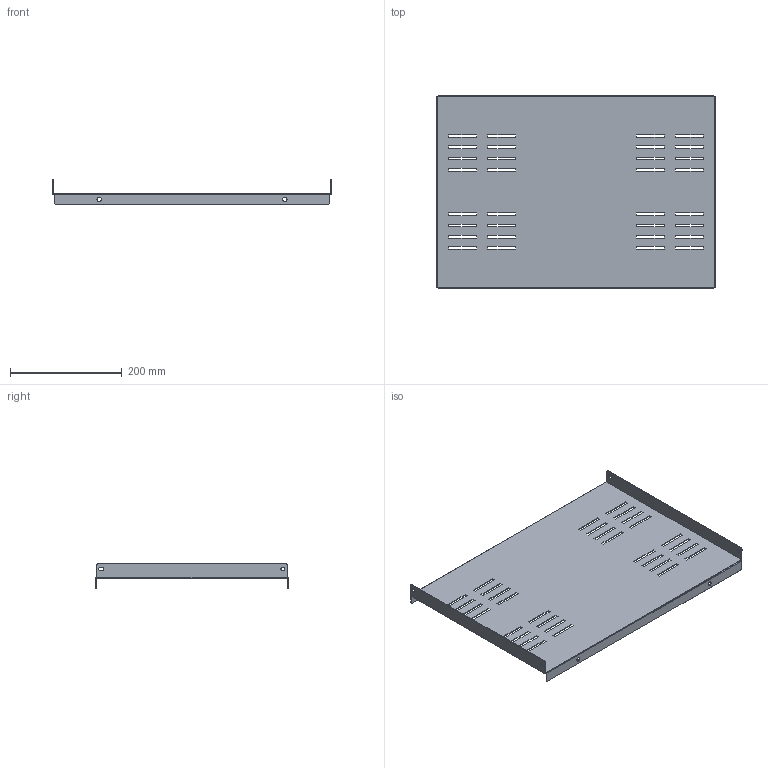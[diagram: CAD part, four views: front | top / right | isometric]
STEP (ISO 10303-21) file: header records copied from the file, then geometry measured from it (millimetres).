
FILE_DESCRIPTION (( 'STEP AP203' ), '1' );
FILE_NAME ('QB09C437.step', '2011-02-18T06:51:01', ( 'User' ), ( 'DKC' ), 'SwSTEP 2.0', 'SolidWorks 2010', '' );
FILE_SCHEMA (( 'CONFIG_CONTROL_DESIGN' ));
Length unit declared in the file: millimetre
Products named in the file (1): QB09C437
Bounding box: 499 x 344 x 45 mm (x, y, z)
Volume: 296919 mm3; surface area: 404237.3 mm2
Topology: 1 solids, 1 shells, 198 faces, 556 edges, 360 vertices
Faces by surface type: plane 166, cylinder 32
Entity records: 6505 total; most frequent: CARTESIAN_POINT 1115, ORIENTED_EDGE 1112, DIRECTION 1018, EDGE_CURVE 556, LINE 492, VECTOR 492, VERTEX_POINT 360, EDGE_LOOP 278
